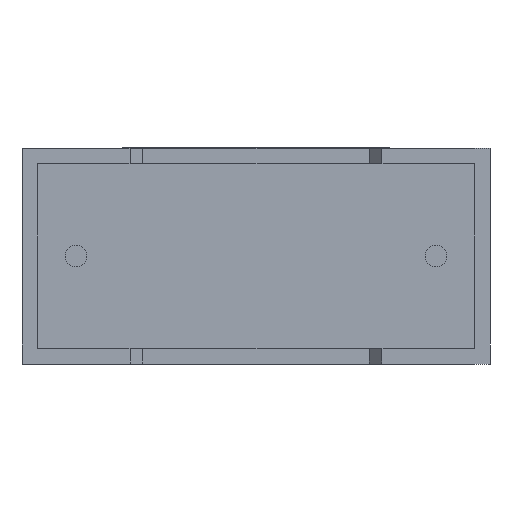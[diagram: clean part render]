
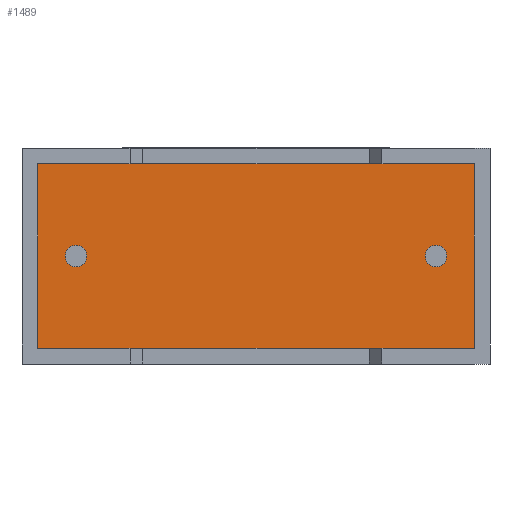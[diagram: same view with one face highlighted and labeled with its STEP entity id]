
A CAD part, front view. The second image highlights one B-rep face of the part: STEP entity #1489.
In plain terms, the highlighted planar face has unit normal (0, -1, 0).
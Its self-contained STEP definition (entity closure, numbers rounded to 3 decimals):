
#12 = CIRCLE ( 'NONE', #59, 0.3 ) ;
#33 = DIRECTION ( 'NONE',  ( 0., 0., -1. ) ) ;
#59 = AXIS2_PLACEMENT_3D ( 'NONE', #2896, #547, #1967 ) ;
#102 = DIRECTION ( 'NONE',  ( 1., 0., 0. ) ) ;
#110 = DIRECTION ( 'NONE',  ( -1., 0., 0. ) ) ;
#276 = VERTEX_POINT ( 'NONE', #1100 ) ;
#303 = DIRECTION ( 'NONE',  ( 0., 0., -1. ) ) ;
#317 = AXIS2_PLACEMENT_3D ( 'NONE', #1975, #492, #33 ) ;
#389 = CARTESIAN_POINT ( 'NONE',  ( 1.5, 0.75, 3.3 ) ) ;
#404 = CIRCLE ( 'NONE', #953, 0.3 ) ;
#492 = DIRECTION ( 'NONE',  ( 0., -1., 0. ) ) ;
#512 = ORIENTED_EDGE ( 'NONE', *, *, #1787, .F. ) ;
#547 = DIRECTION ( 'NONE',  ( 0., -1., 0. ) ) ;
#581 = DIRECTION ( 'NONE',  ( 0., -1., 0. ) ) ;
#640 = VERTEX_POINT ( 'NONE', #2496 ) ;
#736 = ORIENTED_EDGE ( 'NONE', *, *, #1130, .F. ) ;
#744 = CARTESIAN_POINT ( 'NONE',  ( 12.567, 0.75, 0.433 ) ) ;
#821 = LINE ( 'NONE', #2463, #2333 ) ;
#893 = CARTESIAN_POINT ( 'NONE',  ( 1.5, 0.75, 2.7 ) ) ;
#953 = AXIS2_PLACEMENT_3D ( 'NONE', #2193, #1254, #303 ) ;
#994 = ORIENTED_EDGE ( 'NONE', *, *, #3002, .T. ) ;
#1024 = VECTOR ( 'NONE', #102, 1000. ) ;
#1030 = VERTEX_POINT ( 'NONE', #893 ) ;
#1100 = CARTESIAN_POINT ( 'NONE',  ( 12.567, 0.75, 5.567 ) ) ;
#1130 = EDGE_CURVE ( 'NONE', #2207, #1030, #404, .T. ) ;
#1134 = PLANE ( 'NONE',  #2824 ) ;
#1161 = LINE ( 'NONE', #2085, #2595 ) ;
#1254 = DIRECTION ( 'NONE',  ( 0., -1., 0. ) ) ;
#1269 = CIRCLE ( 'NONE', #1658, 0.3 ) ;
#1294 = LINE ( 'NONE', #1931, #1024 ) ;
#1321 = VERTEX_POINT ( 'NONE', #2038 ) ;
#1471 = DIRECTION ( 'NONE',  ( 0., 0., -1. ) ) ;
#1483 = EDGE_LOOP ( 'NONE', ( #736, #2215 ) ) ;
#1489 = ADVANCED_FACE ( 'NONE', ( #1651, #1865, #2801 ), #1134, .T. ) ;
#1526 = CARTESIAN_POINT ( 'NONE',  ( 12.567, 0.75, 0.433 ) ) ;
#1544 = ORIENTED_EDGE ( 'NONE', *, *, #1794, .T. ) ;
#1548 = ORIENTED_EDGE ( 'NONE', *, *, #2475, .T. ) ;
#1651 = FACE_BOUND ( 'NONE', #2736, .T. ) ;
#1658 = AXIS2_PLACEMENT_3D ( 'NONE', #1985, #581, #2017 ) ;
#1787 = EDGE_CURVE ( 'NONE', #640, #2987, #12, .T. ) ;
#1794 = EDGE_CURVE ( 'NONE', #2403, #276, #2686, .T. ) ;
#1865 = FACE_OUTER_BOUND ( 'NONE', #3050, .T. ) ;
#1903 = ORIENTED_EDGE ( 'NONE', *, *, #2785, .T. ) ;
#1917 = DIRECTION ( 'NONE',  ( 0., 0., 1. ) ) ;
#1931 = CARTESIAN_POINT ( 'NONE',  ( 0.433, 0.75, 0.433 ) ) ;
#1967 = DIRECTION ( 'NONE',  ( 0., 0., -1. ) ) ;
#1975 = CARTESIAN_POINT ( 'NONE',  ( 1.5, 0.75, 3. ) ) ;
#1985 = CARTESIAN_POINT ( 'NONE',  ( 11.5, 0.75, 3. ) ) ;
#1994 = VECTOR ( 'NONE', #1917, 1000. ) ;
#2017 = DIRECTION ( 'NONE',  ( 0., 0., -1. ) ) ;
#2038 = CARTESIAN_POINT ( 'NONE',  ( 0.433, 0.75, 5.567 ) ) ;
#2085 = CARTESIAN_POINT ( 'NONE',  ( 0.433, 0.75, 5.567 ) ) ;
#2109 = EDGE_CURVE ( 'NONE', #1030, #2207, #3028, .T. ) ;
#2145 = DIRECTION ( 'NONE',  ( 0., -1., 0. ) ) ;
#2193 = CARTESIAN_POINT ( 'NONE',  ( 1.5, 0.75, 3. ) ) ;
#2207 = VERTEX_POINT ( 'NONE', #389 ) ;
#2215 = ORIENTED_EDGE ( 'NONE', *, *, #2109, .F. ) ;
#2333 = VECTOR ( 'NONE', #110, 1000. ) ;
#2403 = VERTEX_POINT ( 'NONE', #744 ) ;
#2463 = CARTESIAN_POINT ( 'NONE',  ( 12.567, 0.75, 5.567 ) ) ;
#2466 = ORIENTED_EDGE ( 'NONE', *, *, #2544, .F. ) ;
#2475 = EDGE_CURVE ( 'NONE', #276, #1321, #821, .T. ) ;
#2496 = CARTESIAN_POINT ( 'NONE',  ( 11.5, 0.75, 2.7 ) ) ;
#2544 = EDGE_CURVE ( 'NONE', #2987, #640, #1269, .T. ) ;
#2595 = VECTOR ( 'NONE', #2838, 1000. ) ;
#2609 = CARTESIAN_POINT ( 'NONE',  ( 0.433, 0.75, 0.433 ) ) ;
#2686 = LINE ( 'NONE', #1526, #1994 ) ;
#2736 = EDGE_LOOP ( 'NONE', ( #2466, #512 ) ) ;
#2785 = EDGE_CURVE ( 'NONE', #2907, #2403, #1294, .T. ) ;
#2801 = FACE_BOUND ( 'NONE', #1483, .T. ) ;
#2824 = AXIS2_PLACEMENT_3D ( 'NONE', #3060, #2145, #1471 ) ;
#2838 = DIRECTION ( 'NONE',  ( 0., 0., -1. ) ) ;
#2896 = CARTESIAN_POINT ( 'NONE',  ( 11.5, 0.75, 3. ) ) ;
#2907 = VERTEX_POINT ( 'NONE', #2609 ) ;
#2987 = VERTEX_POINT ( 'NONE', #3019 ) ;
#3002 = EDGE_CURVE ( 'NONE', #1321, #2907, #1161, .T. ) ;
#3019 = CARTESIAN_POINT ( 'NONE',  ( 11.5, 0.75, 3.3 ) ) ;
#3028 = CIRCLE ( 'NONE', #317, 0.3 ) ;
#3050 = EDGE_LOOP ( 'NONE', ( #994, #1903, #1544, #1548 ) ) ;
#3060 = CARTESIAN_POINT ( 'NONE',  ( 0., 0.75, 0. ) ) ;
